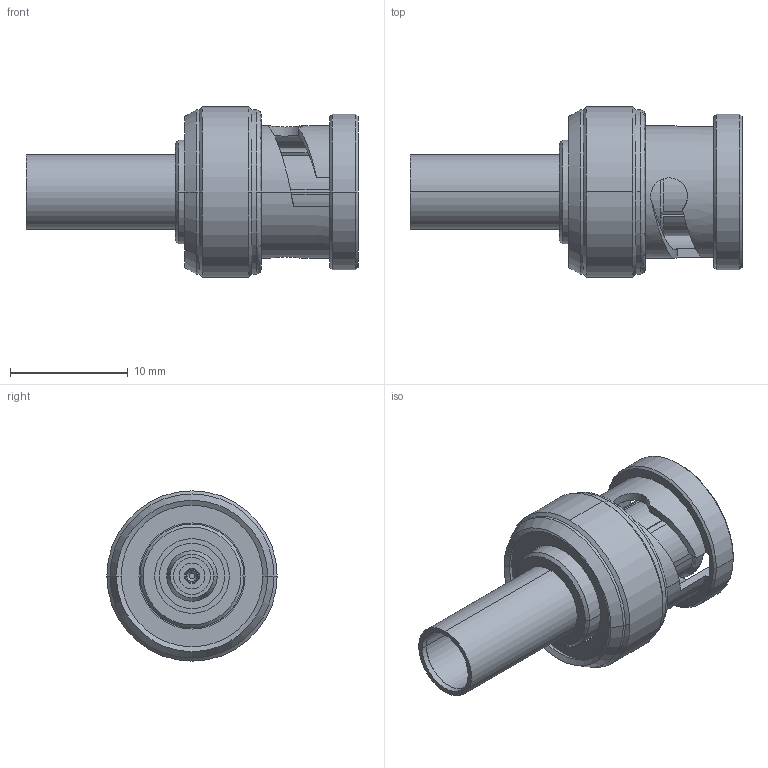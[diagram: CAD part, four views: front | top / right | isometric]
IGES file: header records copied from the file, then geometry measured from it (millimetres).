
Start section:  PTC IGES file: 000-36875_sw0001.igs
Global section: file name: 000-36875_sw0001.igs; native system: Pro/ENGINEER by Parametric Technology Corporation; preprocessor: 2010160; author: Admin; organization: Unknown; date: 20101118.130945; units: millimetre
Bounding box: 28.22 x 14.48 x 14.48 mm (x, y, z)
Surface area: 2537.8 mm2 (no closed solid volume)
Topology: 0 solids, 0 shells, 120 faces, 600 edges, 600 vertices
Faces by surface type: revolution 82, bspline 38
